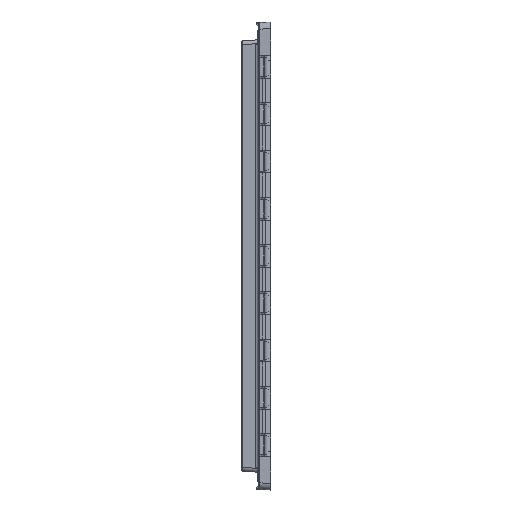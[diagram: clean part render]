
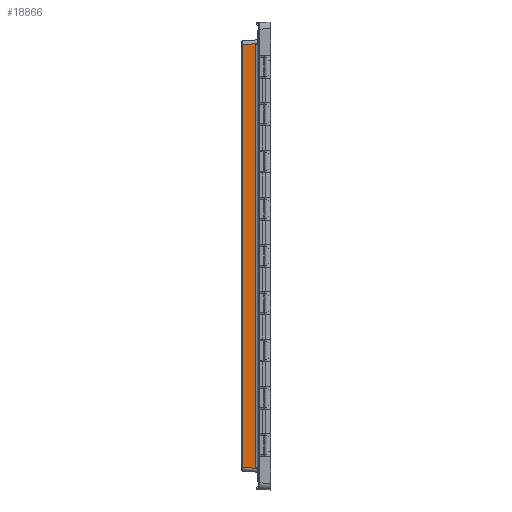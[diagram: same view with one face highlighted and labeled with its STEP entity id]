
A CAD part, left-side view. The second image highlights one B-rep face of the part: STEP entity #18866.
In plain terms, the highlighted planar face has unit normal (-0.999, 0.052, 0).
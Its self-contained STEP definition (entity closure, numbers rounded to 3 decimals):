
#1748=DIRECTION('',(0.,0.,1.));
#1749=VECTOR('',#1748,608.846);
#1750=CARTESIAN_POINT('',(-308.815,9.076,
-304.423));
#1751=LINE('',#1750,#1749);
#1760=DIRECTION('',(-0.052,-0.997,0.052));
#1761=VECTOR('',#1760,20.592);
#1762=CARTESIAN_POINT('',(-307.797,28.502,304.404));
#1763=LINE('',#1762,#1761);
#1764=CARTESIAN_POINT('',(-308.873,7.966,305.481));
#1765=CARTESIAN_POINT('',(-308.869,8.038,305.435));
#1766=CARTESIAN_POINT('',(-308.861,8.183,305.332));
#1767=CARTESIAN_POINT('',(-308.85,8.399,305.149));
#1768=CARTESIAN_POINT('',(-308.839,8.617,304.936));
#1769=CARTESIAN_POINT('',(-308.827,8.84,304.695));
#1770=CARTESIAN_POINT('',(-308.819,8.995,304.516));
#1771=CARTESIAN_POINT('',(-308.815,9.076,304.423));
#1773=CARTESIAN_POINT('',(-308.873,7.966,
-305.481));
#1774=CARTESIAN_POINT('',(-308.869,8.038,
-305.435));
#1775=CARTESIAN_POINT('',(-308.861,8.183,
-305.332));
#1776=CARTESIAN_POINT('',(-308.85,8.399,
-305.149));
#1777=CARTESIAN_POINT('',(-308.839,8.617,
-304.936));
#1778=CARTESIAN_POINT('',(-308.827,8.84,
-304.695));
#1779=CARTESIAN_POINT('',(-308.819,8.995,
-304.516));
#1780=CARTESIAN_POINT('',(-308.815,9.076,
-304.423));
#1782=DIRECTION('',(-0.052,-0.997,-0.052));
#1783=VECTOR('',#1782,20.592);
#1784=CARTESIAN_POINT('',(-307.797,28.502,
-304.404));
#1785=LINE('',#1784,#1783);
#1790=DIRECTION('',(0.,0.,-1.));
#1791=VECTOR('',#1790,608.809);
#1792=CARTESIAN_POINT('',(-307.797,28.502,304.404));
#1793=LINE('',#1792,#1791);
#2564=CARTESIAN_POINT('',(-307.797,28.502,304.404));
#3339=CARTESIAN_POINT('',(-307.797,28.502,
-304.404));
#15812=VERTEX_POINT('',#2564);
#15841=VERTEX_POINT('',#1764);
#15842=VERTEX_POINT('',#1771);
#15904=VERTEX_POINT('',#3339);
#15933=VERTEX_POINT('',#1773);
#15934=VERTEX_POINT('',#1780);
#18848=CARTESIAN_POINT('',(-309.5,-4.,108.4));
#18849=DIRECTION('',(-0.999,0.052,0.));
#18850=DIRECTION('',(0.052,0.999,0.));
#18851=AXIS2_PLACEMENT_3D('',#18848,#18849,#18850);
#18852=PLANE('',#18851);
#18854=ORIENTED_EDGE('',*,*,#18853,.F.);
#18856=ORIENTED_EDGE('',*,*,#18855,.T.);
#18858=ORIENTED_EDGE('',*,*,#18857,.T.);
#18859=ORIENTED_EDGE('',*,*,#18837,.F.);
#18861=ORIENTED_EDGE('',*,*,#18860,.F.);
#18863=ORIENTED_EDGE('',*,*,#18862,.F.);
#18864=EDGE_LOOP('',(#18854,#18856,#18858,#18859,#18861,#18863));
#18865=FACE_OUTER_BOUND('',#18864,.F.);
#18866=ADVANCED_FACE('',(#18865),#18852,.T.);
#1772=B_SPLINE_CURVE_WITH_KNOTS('',3,(#1764,#1765,#1766,#1767,#1768,#1769,#1770,
#1771),.UNSPECIFIED.,.F.,.F.,(4,1,1,1,1,4),(0.,0.2,0.4,0.6,0.8,1.),
.UNSPECIFIED.);
#1781=B_SPLINE_CURVE_WITH_KNOTS('',3,(#1773,#1774,#1775,#1776,#1777,#1778,#1779,
#1780),.UNSPECIFIED.,.F.,.F.,(4,1,1,1,1,4),(0.,0.2,0.4,0.6,0.8,1.),
.UNSPECIFIED.);
#18837=EDGE_CURVE('',#15934,#15842,#1751,.T.);
#18853=EDGE_CURVE('',#15812,#15904,#1793,.T.);
#18855=EDGE_CURVE('',#15812,#15841,#1763,.T.);
#18857=EDGE_CURVE('',#15841,#15842,#1772,.T.);
#18860=EDGE_CURVE('',#15933,#15934,#1781,.T.);
#18862=EDGE_CURVE('',#15904,#15933,#1785,.T.);
